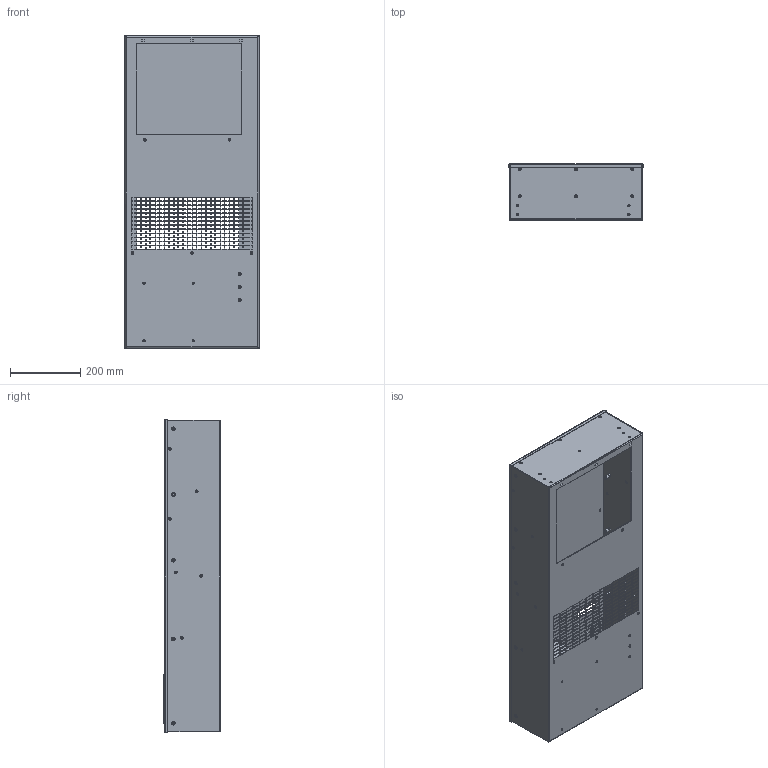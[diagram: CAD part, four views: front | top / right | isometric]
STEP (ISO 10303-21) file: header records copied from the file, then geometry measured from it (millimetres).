
FILE_DESCRIPTION((''),'2;1');
FILE_NAME('4106_05_04_13_ASM_ASM','2013-08-08T',('andreso'),(''),'PRO/ENGINEER BY PARAMETRIC TECHNOLOGY CORPORATION, 2010040','PRO/ENGINEER BY PARAMETRIC TECHNOLOGY CORPORATION, 2010040','');
FILE_SCHEMA(('CONFIG_CONTROL_DESIGN'));
Products named in the file (11): OC4106_CABINET_1; POPNUT_M6_HEX_CLOSED_A2_1; CAGE_NUT_GENERIC_1; FHS-M4-10_1; OC4106_CABINET_ASM_1_ASM; OC4106_COVER_1; OC4018A_ACCESS_PANEL_1; POPNUT_M4_HEX_OPEN_A2_1; OC4106_INT_FAN_INTAKE_BOX_1; OC4106_COVER_ASM_1_ASM; 4106_05_04_13_ASM_ASM
Assembly tree (23 placements, depth 3):
  4106_05_04_13_ASM_ASM
    OC4106_CABINET_ASM_1_ASM
      OC4106_CABINET_1
      POPNUT_M6_HEX_CLOSED_A2_1  x10
      CAGE_NUT_GENERIC_1  x2
      FHS-M4-10_1  x4
    OC4106_COVER_ASM_1_ASM
      OC4106_COVER_1
      OC4018A_ACCESS_PANEL_1
      POPNUT_M4_HEX_OPEN_A2_1
      OC4106_INT_FAN_INTAKE_BOX_1
Bounding box: 385 x 161.5 x 895 mm (x, y, z)
Volume: 1803955.1 mm3; surface area: 2064817.3 mm2
Topology: 21 solids, 32 shells, 2859 faces, 8096 edges, 5310 vertices
Faces by surface type: plane 2360, cylinder 293, cone 162, bspline 28, torus 16
Entity records: 80362 total; most frequent: CARTESIAN_POINT 15198, ORIENTED_EDGE 13796, DIRECTION 12234, EDGE_CURVE 6900, VECTOR 6116, LINE 6116, VERTEX_POINT 4595, EDGE_LOOP 3315
